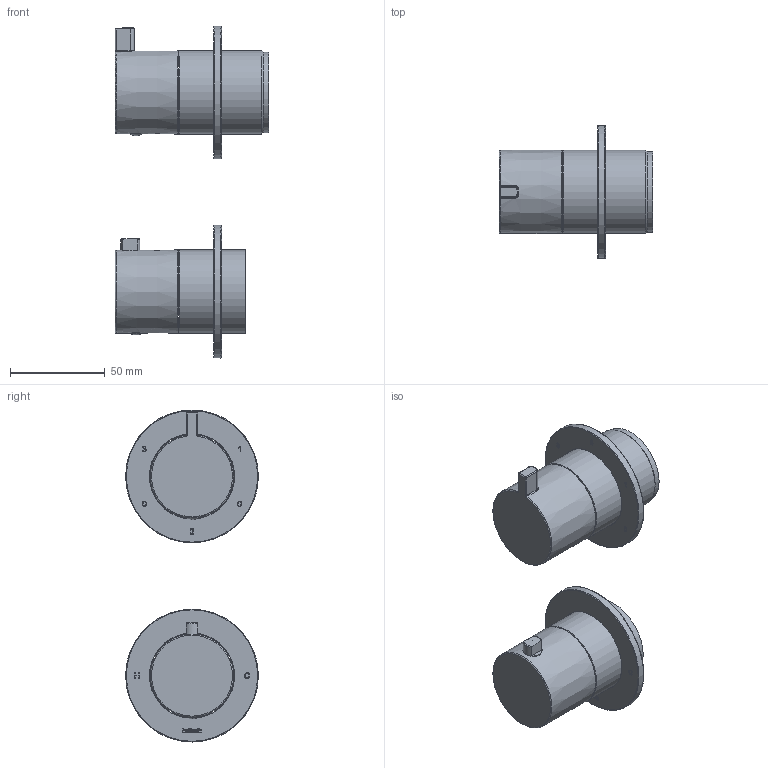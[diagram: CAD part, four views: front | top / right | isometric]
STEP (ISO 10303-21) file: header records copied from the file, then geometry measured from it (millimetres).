
FILE_DESCRIPTION(/* description */ ('Unknown'),/* implementation_level */ '2;1');
FILE_NAME(/* name */ 'AC039',/* time_stamp */ '2023-10-06T10:29:32+02:00',/* author */ ('Unknown'),/* organization */ ('Unknown'),/* preprocessor_version */ 'ST-DEVELOPER v18.102',/* originating_system */ 'Solid Edge',/* authorisation */ 'Unknown');
FILE_SCHEMA (('AUTOMOTIVE_DESIGN {1 0 10303 214 3 1 1}'));
Length unit declared in the file: millimetre
Products named in the file (13): AC039EXT-00; AC009-05; AC039-001_oa_0; AC039-01; AC009-003_oa_1; AC009-06; AC009-002_oa_2; AC009-01; AC009-10; AC009-001_oa_3; AC009-03; AC009-02; AC009-04
Assembly tree (13 placements, depth 3):
  AC039EXT-00
    AC009-05
    AC039-001_oa_0
      AC039-01
    AC009-003_oa_1
      AC009-06
    AC009-002_oa_2
      AC009-01
      AC009-10
    AC009-001_oa_3
      AC009-03
      AC009-02
      AC009-10
    AC009-04
Bounding box: 81.1 x 69.99 x 174.99 mm (x, y, z)
Volume: 69406.9 mm3; surface area: 62895.7 mm2
Topology: 9 solids, 9 shells, 834 faces, 2023 edges, 1210 vertices
Faces by surface type: plane 229, cylinder 200, bspline 162, torus 156, cone 44, sphere 43
Full cylindrical faces by diameter (mm): 3.3 x8, 4.1 x1, 4.3 x1, 6 x1, 6.4 x4, 8 x2, 9.95 x1, 10 x2, 10.1 x1, 12.1 x2, 38.5 x5, 40.5 x1, 41.2 x2, 42.4 x1, 42.5 x1, 44 x2, 44.5 x4, 47.7 x2
Entity records: 32839 total; most frequent: CARTESIAN_POINT 14908, ORIENTED_EDGE 3516, DIRECTION 2986, EDGE_CURVE 1758, AXIS2_PLACEMENT_3D 1218, VERTEX_POINT 1094, EDGE_LOOP 934, FACE_BOUND 934
